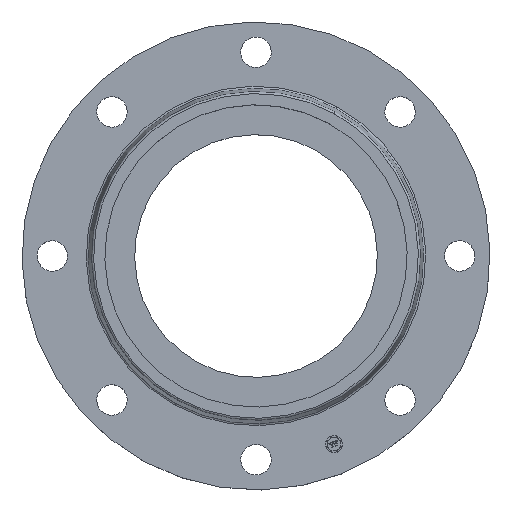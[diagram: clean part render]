
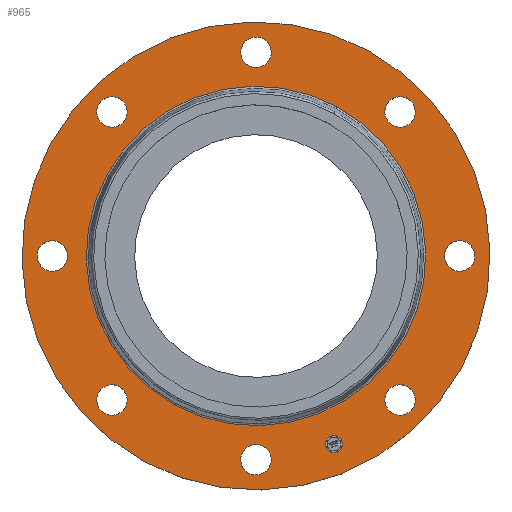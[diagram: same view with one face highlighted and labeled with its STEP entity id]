
A CAD part, top view. The second image highlights one B-rep face of the part: STEP entity #965.
In plain terms, the highlighted planar face has unit normal (0, 0, 1).
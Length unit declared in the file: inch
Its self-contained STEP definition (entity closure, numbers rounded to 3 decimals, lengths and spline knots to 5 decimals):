
#329=AXIS2_PLACEMENT_3D('Circle Axis2P3D',#327,#328,$) ;
#348=AXIS2_PLACEMENT_3D('Circle Axis2P3D',#346,#347,$) ;
#365=AXIS2_PLACEMENT_3D('Circle Axis2P3D',#363,#364,$) ;
#400=AXIS2_PLACEMENT_3D('Circle Axis2P3D',#398,#399,$) ;
#550=AXIS2_PLACEMENT_3D('Circle Axis2P3D',#548,#549,$) ;
#562=AXIS2_PLACEMENT_3D('Circle Axis2P3D',#560,#561,$) ;
#593=AXIS2_PLACEMENT_3D('Circle Axis2P3D',#591,#592,$) ;
#605=AXIS2_PLACEMENT_3D('Circle Axis2P3D',#603,#604,$) ;
#636=AXIS2_PLACEMENT_3D('Circle Axis2P3D',#634,#635,$) ;
#648=AXIS2_PLACEMENT_3D('Circle Axis2P3D',#646,#647,$) ;
#679=AXIS2_PLACEMENT_3D('Circle Axis2P3D',#677,#678,$) ;
#691=AXIS2_PLACEMENT_3D('Circle Axis2P3D',#689,#690,$) ;
#722=AXIS2_PLACEMENT_3D('Circle Axis2P3D',#720,#721,$) ;
#734=AXIS2_PLACEMENT_3D('Circle Axis2P3D',#732,#733,$) ;
#765=AXIS2_PLACEMENT_3D('Circle Axis2P3D',#763,#764,$) ;
#777=AXIS2_PLACEMENT_3D('Circle Axis2P3D',#775,#776,$) ;
#808=AXIS2_PLACEMENT_3D('Circle Axis2P3D',#806,#807,$) ;
#820=AXIS2_PLACEMENT_3D('Circle Axis2P3D',#818,#819,$) ;
#851=AXIS2_PLACEMENT_3D('Circle Axis2P3D',#849,#850,$) ;
#863=AXIS2_PLACEMENT_3D('Circle Axis2P3D',#861,#862,$) ;
#905=AXIS2_PLACEMENT_3D('Plane Axis2P3D',#902,#903,#904) ;
#949=AXIS2_PLACEMENT_3D('Circle Axis2P3D',#947,#948,$) ;
#958=AXIS2_PLACEMENT_3D('Circle Axis2P3D',#956,#957,$) ;
#324=CARTESIAN_POINT('Vertex',(-3.23612,-5.92368,1.06)) ;
#327=CARTESIAN_POINT('Axis2P3D Location',(0.,0.,1.06)) ;
#331=CARTESIAN_POINT('Vertex',(3.23612,5.92368,1.06)) ;
#346=CARTESIAN_POINT('Axis2P3D Location',(0.,0.,1.06)) ;
#363=CARTESIAN_POINT('Axis2P3D Location',(0.,0.,1.06)) ;
#367=CARTESIAN_POINT('Vertex',(2.34695,4.29607,1.06)) ;
#369=CARTESIAN_POINT('Vertex',(-2.34695,-4.29607,1.06)) ;
#398=CARTESIAN_POINT('Axis2P3D Location',(0.,0.,1.06)) ;
#538=CARTESIAN_POINT('Vertex',(4.57645,4.27813,1.06)) ;
#545=CARTESIAN_POINT('Vertex',(3.73205,4.03037,1.06)) ;
#548=CARTESIAN_POINT('Axis2P3D Location',(4.15425,4.15425,1.06)) ;
#560=CARTESIAN_POINT('Axis2P3D Location',(4.15425,4.15425,1.06)) ;
#581=CARTESIAN_POINT('Vertex',(0.21095,6.26114,1.06)) ;
#588=CARTESIAN_POINT('Vertex',(-0.21095,5.48886,1.06)) ;
#591=CARTESIAN_POINT('Axis2P3D Location',(0.,5.875,1.06)) ;
#603=CARTESIAN_POINT('Axis2P3D Location',(0.,5.875,1.06)) ;
#624=CARTESIAN_POINT('Vertex',(-4.27813,4.57645,1.06)) ;
#631=CARTESIAN_POINT('Vertex',(-4.03037,3.73205,1.06)) ;
#634=CARTESIAN_POINT('Axis2P3D Location',(-4.15425,4.15425,1.06)) ;
#646=CARTESIAN_POINT('Axis2P3D Location',(-4.15425,4.15425,1.06)) ;
#667=CARTESIAN_POINT('Vertex',(-6.26114,0.21095,1.06)) ;
#674=CARTESIAN_POINT('Vertex',(-5.48886,-0.21095,1.06)) ;
#677=CARTESIAN_POINT('Axis2P3D Location',(-5.875,0.,1.06)) ;
#689=CARTESIAN_POINT('Axis2P3D Location',(-5.875,0.,1.06)) ;
#710=CARTESIAN_POINT('Vertex',(-4.57645,-4.27813,1.06)) ;
#717=CARTESIAN_POINT('Vertex',(-3.73205,-4.03037,1.06)) ;
#720=CARTESIAN_POINT('Axis2P3D Location',(-4.15425,-4.15425,1.06)) ;
#732=CARTESIAN_POINT('Axis2P3D Location',(-4.15425,-4.15425,1.06)) ;
#753=CARTESIAN_POINT('Vertex',(-0.21095,-6.26114,1.06)) ;
#760=CARTESIAN_POINT('Vertex',(0.21095,-5.48886,1.06)) ;
#763=CARTESIAN_POINT('Axis2P3D Location',(0.,-5.875,1.06)) ;
#775=CARTESIAN_POINT('Axis2P3D Location',(0.,-5.875,1.06)) ;
#796=CARTESIAN_POINT('Vertex',(4.27813,-4.57645,1.06)) ;
#803=CARTESIAN_POINT('Vertex',(4.03037,-3.73205,1.06)) ;
#806=CARTESIAN_POINT('Axis2P3D Location',(4.15425,-4.15425,1.06)) ;
#818=CARTESIAN_POINT('Axis2P3D Location',(4.15425,-4.15425,1.06)) ;
#839=CARTESIAN_POINT('Vertex',(5.48886,0.21095,1.06)) ;
#846=CARTESIAN_POINT('Vertex',(6.26114,-0.21095,1.06)) ;
#849=CARTESIAN_POINT('Axis2P3D Location',(5.875,0.,1.06)) ;
#861=CARTESIAN_POINT('Axis2P3D Location',(5.875,0.,1.06)) ;
#902=CARTESIAN_POINT('Axis2P3D Location',(0.,6.75,1.06)) ;
#947=CARTESIAN_POINT('Axis2P3D Location',(2.24827,-5.42779,1.06)) ;
#951=CARTESIAN_POINT('Vertex',(2.47693,-5.33308,1.06)) ;
#953=CARTESIAN_POINT('Vertex',(2.0196,-5.52251,1.06)) ;
#956=CARTESIAN_POINT('Axis2P3D Location',(2.24827,-5.42779,1.06)) ;
#328=DIRECTION('Axis2P3D Direction',(0.,0.,-0.039)) ;
#347=DIRECTION('Axis2P3D Direction',(0.,0.,-0.039)) ;
#364=DIRECTION('Axis2P3D Direction',(0.,0.,-0.039)) ;
#399=DIRECTION('Axis2P3D Direction',(0.,0.,-0.039)) ;
#549=DIRECTION('Axis2P3D Direction',(0.,0.,-0.039)) ;
#561=DIRECTION('Axis2P3D Direction',(0.,0.,-0.039)) ;
#592=DIRECTION('Axis2P3D Direction',(0.,0.,-0.039)) ;
#604=DIRECTION('Axis2P3D Direction',(0.,0.,-0.039)) ;
#635=DIRECTION('Axis2P3D Direction',(0.,0.,-0.039)) ;
#647=DIRECTION('Axis2P3D Direction',(0.,0.,-0.039)) ;
#678=DIRECTION('Axis2P3D Direction',(-0.,0.,-0.039)) ;
#690=DIRECTION('Axis2P3D Direction',(-0.,0.,-0.039)) ;
#721=DIRECTION('Axis2P3D Direction',(-0.,0.,-0.039)) ;
#733=DIRECTION('Axis2P3D Direction',(-0.,0.,-0.039)) ;
#764=DIRECTION('Axis2P3D Direction',(0.,-0.,-0.039)) ;
#776=DIRECTION('Axis2P3D Direction',(0.,-0.,-0.039)) ;
#807=DIRECTION('Axis2P3D Direction',(0.,-0.,-0.039)) ;
#819=DIRECTION('Axis2P3D Direction',(0.,-0.,-0.039)) ;
#850=DIRECTION('Axis2P3D Direction',(0.,-0.,-0.039)) ;
#862=DIRECTION('Axis2P3D Direction',(0.,-0.,-0.039)) ;
#903=DIRECTION('Axis2P3D Direction',(0.,0.,-0.039)) ;
#904=DIRECTION('Axis2P3D XDirection',(0.039,0.,0.)) ;
#948=DIRECTION('Axis2P3D Direction',(0.,0.,-0.039)) ;
#957=DIRECTION('Axis2P3D Direction',(0.,0.,-0.039)) ;
#908=ORIENTED_EDGE('',*,*,#350,.F.) ;
#909=ORIENTED_EDGE('',*,*,#333,.F.) ;
#912=ORIENTED_EDGE('',*,*,#853,.T.) ;
#913=ORIENTED_EDGE('',*,*,#865,.T.) ;
#916=ORIENTED_EDGE('',*,*,#402,.T.) ;
#917=ORIENTED_EDGE('',*,*,#371,.T.) ;
#920=ORIENTED_EDGE('',*,*,#810,.T.) ;
#921=ORIENTED_EDGE('',*,*,#822,.T.) ;
#924=ORIENTED_EDGE('',*,*,#767,.T.) ;
#925=ORIENTED_EDGE('',*,*,#779,.T.) ;
#928=ORIENTED_EDGE('',*,*,#724,.T.) ;
#929=ORIENTED_EDGE('',*,*,#736,.T.) ;
#932=ORIENTED_EDGE('',*,*,#681,.T.) ;
#933=ORIENTED_EDGE('',*,*,#693,.T.) ;
#936=ORIENTED_EDGE('',*,*,#638,.T.) ;
#937=ORIENTED_EDGE('',*,*,#650,.T.) ;
#940=ORIENTED_EDGE('',*,*,#595,.T.) ;
#941=ORIENTED_EDGE('',*,*,#607,.T.) ;
#944=ORIENTED_EDGE('',*,*,#552,.T.) ;
#945=ORIENTED_EDGE('',*,*,#564,.T.) ;
#962=ORIENTED_EDGE('',*,*,#955,.T.) ;
#963=ORIENTED_EDGE('',*,*,#960,.T.) ;
#914=FACE_BOUND('',#911,.T.) ;
#918=FACE_BOUND('',#915,.T.) ;
#922=FACE_BOUND('',#919,.T.) ;
#926=FACE_BOUND('',#923,.T.) ;
#930=FACE_BOUND('',#927,.T.) ;
#934=FACE_BOUND('',#931,.T.) ;
#938=FACE_BOUND('',#935,.T.) ;
#942=FACE_BOUND('',#939,.T.) ;
#946=FACE_BOUND('',#943,.T.) ;
#964=FACE_BOUND('',#961,.T.) ;
#965=ADVANCED_FACE('PartBody',(#910,#914,#918,#922,#926,#930,#934,#938,#942,#946,#964),#906,.F.) ;
#330=CIRCLE('generated circle',#329,6.75) ;
#349=CIRCLE('generated circle',#348,6.75) ;
#366=CIRCLE('generated circle',#365,4.89535) ;
#401=CIRCLE('generated circle',#400,4.89535) ;
#551=CIRCLE('generated circle',#550,0.44) ;
#563=CIRCLE('generated circle',#562,0.44) ;
#594=CIRCLE('generated circle',#593,0.44) ;
#606=CIRCLE('generated circle',#605,0.44) ;
#637=CIRCLE('generated circle',#636,0.44) ;
#649=CIRCLE('generated circle',#648,0.44) ;
#680=CIRCLE('generated circle',#679,0.44) ;
#692=CIRCLE('generated circle',#691,0.44) ;
#723=CIRCLE('generated circle',#722,0.44) ;
#735=CIRCLE('generated circle',#734,0.44) ;
#766=CIRCLE('generated circle',#765,0.44) ;
#778=CIRCLE('generated circle',#777,0.44) ;
#809=CIRCLE('generated circle',#808,0.44) ;
#821=CIRCLE('generated circle',#820,0.44) ;
#852=CIRCLE('generated circle',#851,0.44) ;
#864=CIRCLE('generated circle',#863,0.44) ;
#950=CIRCLE('generated circle',#949,0.2475) ;
#959=CIRCLE('generated circle',#958,0.2475) ;
#333=EDGE_CURVE('',#325,#332,#330,.T.) ;
#350=EDGE_CURVE('',#332,#325,#349,.T.) ;
#371=EDGE_CURVE('',#368,#370,#366,.T.) ;
#402=EDGE_CURVE('',#370,#368,#401,.T.) ;
#552=EDGE_CURVE('',#539,#546,#551,.T.) ;
#564=EDGE_CURVE('',#546,#539,#563,.T.) ;
#595=EDGE_CURVE('',#582,#589,#594,.T.) ;
#607=EDGE_CURVE('',#589,#582,#606,.T.) ;
#638=EDGE_CURVE('',#625,#632,#637,.T.) ;
#650=EDGE_CURVE('',#632,#625,#649,.T.) ;
#681=EDGE_CURVE('',#668,#675,#680,.T.) ;
#693=EDGE_CURVE('',#675,#668,#692,.T.) ;
#724=EDGE_CURVE('',#711,#718,#723,.T.) ;
#736=EDGE_CURVE('',#718,#711,#735,.T.) ;
#767=EDGE_CURVE('',#754,#761,#766,.T.) ;
#779=EDGE_CURVE('',#761,#754,#778,.T.) ;
#810=EDGE_CURVE('',#797,#804,#809,.T.) ;
#822=EDGE_CURVE('',#804,#797,#821,.T.) ;
#853=EDGE_CURVE('',#840,#847,#852,.T.) ;
#865=EDGE_CURVE('',#847,#840,#864,.T.) ;
#955=EDGE_CURVE('',#952,#954,#950,.T.) ;
#960=EDGE_CURVE('',#954,#952,#959,.T.) ;
#907=EDGE_LOOP('',(#908,#909)) ;
#911=EDGE_LOOP('',(#912,#913)) ;
#915=EDGE_LOOP('',(#916,#917)) ;
#919=EDGE_LOOP('',(#920,#921)) ;
#923=EDGE_LOOP('',(#924,#925)) ;
#927=EDGE_LOOP('',(#928,#929)) ;
#931=EDGE_LOOP('',(#932,#933)) ;
#935=EDGE_LOOP('',(#936,#937)) ;
#939=EDGE_LOOP('',(#940,#941)) ;
#943=EDGE_LOOP('',(#944,#945)) ;
#961=EDGE_LOOP('',(#962,#963)) ;
#910=FACE_OUTER_BOUND('',#907,.T.) ;
#906=PLANE('',#905) ;
#325=VERTEX_POINT('',#324) ;
#332=VERTEX_POINT('',#331) ;
#368=VERTEX_POINT('',#367) ;
#370=VERTEX_POINT('',#369) ;
#539=VERTEX_POINT('',#538) ;
#546=VERTEX_POINT('',#545) ;
#582=VERTEX_POINT('',#581) ;
#589=VERTEX_POINT('',#588) ;
#625=VERTEX_POINT('',#624) ;
#632=VERTEX_POINT('',#631) ;
#668=VERTEX_POINT('',#667) ;
#675=VERTEX_POINT('',#674) ;
#711=VERTEX_POINT('',#710) ;
#718=VERTEX_POINT('',#717) ;
#754=VERTEX_POINT('',#753) ;
#761=VERTEX_POINT('',#760) ;
#797=VERTEX_POINT('',#796) ;
#804=VERTEX_POINT('',#803) ;
#840=VERTEX_POINT('',#839) ;
#847=VERTEX_POINT('',#846) ;
#952=VERTEX_POINT('',#951) ;
#954=VERTEX_POINT('',#953) ;
